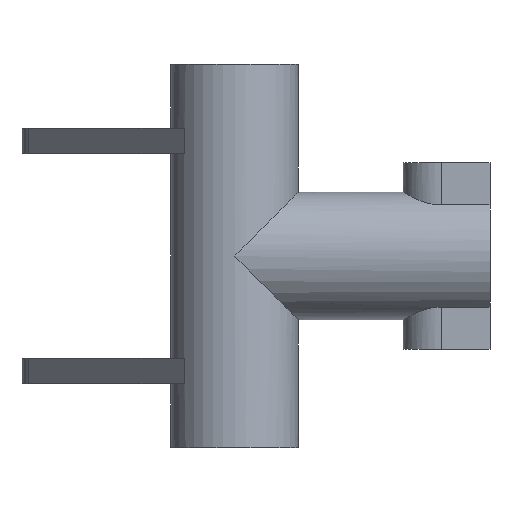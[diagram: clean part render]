
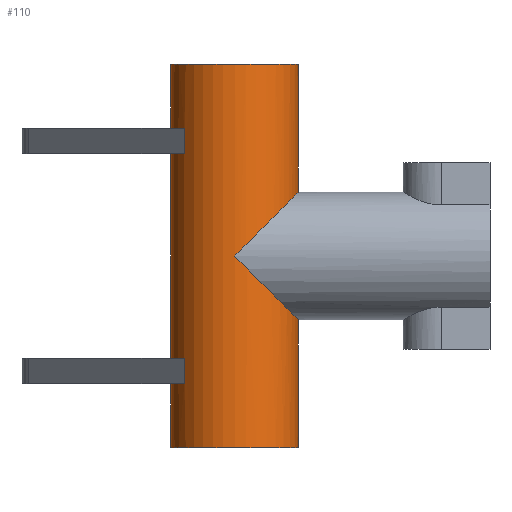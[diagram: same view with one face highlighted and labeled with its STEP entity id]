
A CAD part, front view. The second image highlights one B-rep face of the part: STEP entity #110.
In plain terms, the highlighted cylindrical face has radius 25 mm (diameter 50 mm), a partial arc.
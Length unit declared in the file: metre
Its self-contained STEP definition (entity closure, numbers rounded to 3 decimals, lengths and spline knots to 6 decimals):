
#110=ADVANCED_FACE('0:145',(#178),#179,.T.);
#178=FACE_OUTER_BOUND('',#298,.T.);
#179=CYLINDRICAL_SURFACE('',#299,0.025);
#298=EDGE_LOOP('',(#480,#481,#482,#483,#484,#485,#486,#487,#488,#489,#490,#491,#492,#493,#494));
#299=AXIS2_PLACEMENT_3D('',#495,#496,#497);
#480=ORIENTED_EDGE('',*,*,#928,.F.);
#481=ORIENTED_EDGE('',*,*,#929,.T.);
#482=ORIENTED_EDGE('',*,*,#930,.F.);
#483=ORIENTED_EDGE('',*,*,#908,.F.);
#484=ORIENTED_EDGE('',*,*,#907,.F.);
#485=ORIENTED_EDGE('',*,*,#931,.F.);
#486=ORIENTED_EDGE('',*,*,#932,.F.);
#487=ORIENTED_EDGE('',*,*,#933,.F.);
#488=ORIENTED_EDGE('',*,*,#934,.F.);
#489=ORIENTED_EDGE('',*,*,#935,.F.);
#490=ORIENTED_EDGE('',*,*,#936,.T.);
#491=ORIENTED_EDGE('',*,*,#937,.F.);
#492=ORIENTED_EDGE('',*,*,#938,.T.);
#493=ORIENTED_EDGE('',*,*,#939,.T.);
#494=ORIENTED_EDGE('',*,*,#940,.F.);
#495=CARTESIAN_POINT('',(0.0,0.0,0.075));
#496=DIRECTION('',(0.0,0.0,1.0));
#497=DIRECTION('',(-1.0,0.,0.0));
#907=EDGE_CURVE('0:406',#1095,#1097,#1098,.T.);
#908=EDGE_CURVE('0:400',#1097,#1099,#1100,.T.);
#928=EDGE_CURVE('',#1137,#1138,#1139,.T.);
#929=EDGE_CURVE('0:394',#1137,#1140,#1141,.T.);
#930=EDGE_CURVE('',#1099,#1140,#1142,.T.);
#931=EDGE_CURVE('',#1143,#1095,#1144,.T.);
#932=EDGE_CURVE('0:397',#1145,#1143,#1146,.T.);
#933=EDGE_CURVE('',#1147,#1145,#1148,.T.);
#934=EDGE_CURVE('0:409',#1149,#1147,#1150,.T.);
#935=EDGE_CURVE('0:418',#1151,#1149,#1152,.T.);
#936=EDGE_CURVE('0:415',#1151,#1153,#1154,.T.);
#937=EDGE_CURVE('',#1155,#1153,#1156,.T.);
#938=EDGE_CURVE('0:382',#1155,#1157,#1158,.T.);
#939=EDGE_CURVE('0:391',#1157,#1159,#1160,.T.);
#940=EDGE_CURVE('0:388',#1138,#1159,#1161,.T.);
#1095=VERTEX_POINT('',#1492);
#1097=VERTEX_POINT('',#1495);
#1098=ELLIPSE('',#1496,0.035355,0.025);
#1099=VERTEX_POINT('',#1497);
#1100=ELLIPSE('',#1498,0.035355,0.025);
#1137=VERTEX_POINT('',#1623);
#1138=VERTEX_POINT('',#1624);
#1139=LINE('',#1625,#1626);
#1140=VERTEX_POINT('',#1627);
#1141=CIRCLE('',#1628,0.025);
#1142=LINE('',#1629,#1630);
#1143=VERTEX_POINT('',#1631);
#1144=LINE('',#1632,#1633);
#1145=VERTEX_POINT('',#1634);
#1146=CIRCLE('',#1635,0.025);
#1147=VERTEX_POINT('',#1636);
#1148=LINE('',#1637,#1638);
#1149=VERTEX_POINT('',#1639);
#1150=CIRCLE('',#1640,0.025);
#1151=VERTEX_POINT('',#1641);
#1152=LINE('',#1642,#1643);
#1153=VERTEX_POINT('',#1644);
#1154=CIRCLE('',#1645,0.025);
#1155=VERTEX_POINT('',#1646);
#1156=LINE('',#1647,#1648);
#1157=VERTEX_POINT('',#1649);
#1158=CIRCLE('',#1650,0.025);
#1159=VERTEX_POINT('',#1651);
#1160=LINE('',#1652,#1653);
#1161=CIRCLE('',#1654,0.025);
#1492=CARTESIAN_POINT('',(0.025,0.,0.025));
#1495=CARTESIAN_POINT('',(0.0,-0.025,0.0));
#1496=AXIS2_PLACEMENT_3D('',#2299,#2300,#2301);
#1497=CARTESIAN_POINT('',(0.025,0.,-0.025));
#1498=AXIS2_PLACEMENT_3D('',#2302,#2303,#2304);
#1623=CARTESIAN_POINT('',(-0.025,0.,-0.075));
#1624=CARTESIAN_POINT('',(-0.025,0.,-0.05));
#1625=CARTESIAN_POINT('',(-0.025,0.,0.075));
#1626=VECTOR('',#2336,1.0);
#1627=CARTESIAN_POINT('',(0.025,0.0,-0.075));
#1628=AXIS2_PLACEMENT_3D('',#2337,#2338,#2339);
#1629=CARTESIAN_POINT('',(0.025,0.,0.075));
#1630=VECTOR('',#2340,1.0);
#1631=CARTESIAN_POINT('',(0.025,0.0,0.075));
#1632=CARTESIAN_POINT('',(0.025,0.,0.075));
#1633=VECTOR('',#2341,1.0);
#1634=CARTESIAN_POINT('',(-0.025,0.,0.075));
#1635=AXIS2_PLACEMENT_3D('',#2342,#2343,#2344);
#1636=CARTESIAN_POINT('',(-0.025,0.,0.05));
#1637=CARTESIAN_POINT('',(-0.025,0.,0.075));
#1638=VECTOR('',#2345,1.0);
#1639=CARTESIAN_POINT('',(-0.019749,-0.015329,0.05));
#1640=AXIS2_PLACEMENT_3D('',#2346,#2347,#2348);
#1641=CARTESIAN_POINT('',(-0.019749,-0.015329,0.04));
#1642=CARTESIAN_POINT('',(-0.019749,-0.015329,0.04));
#1643=VECTOR('',#2349,1.0);
#1644=CARTESIAN_POINT('',(-0.025,0.,0.04));
#1645=AXIS2_PLACEMENT_3D('',#2350,#2351,#2352);
#1646=CARTESIAN_POINT('',(-0.025,0.,-0.04));
#1647=CARTESIAN_POINT('',(-0.025,0.,0.075));
#1648=VECTOR('',#2353,1.0);
#1649=CARTESIAN_POINT('',(-0.019749,-0.015329,-0.04));
#1650=AXIS2_PLACEMENT_3D('',#2354,#2355,#2356);
#1651=CARTESIAN_POINT('',(-0.019749,-0.015329,-0.05));
#1652=CARTESIAN_POINT('',(-0.019749,-0.015329,-0.04));
#1653=VECTOR('',#2357,1.0);
#1654=AXIS2_PLACEMENT_3D('',#2358,#2359,#2360);
#2299=CARTESIAN_POINT('',(0.,0.0,0.));
#2300=DIRECTION('',(0.707,0.,-0.707));
#2301=DIRECTION('',(-0.707,0.,-0.707));
#2302=CARTESIAN_POINT('',(0.,0.0,0.));
#2303=DIRECTION('',(0.707,0.,0.707));
#2304=DIRECTION('',(0.707,0.,-0.707));
#2336=DIRECTION('',(0.0,0.0,1.0));
#2337=CARTESIAN_POINT('',(0.0,0.0,-0.075));
#2338=DIRECTION('',(0.0,0.0,1.0));
#2339=DIRECTION('',(1.0,0.,0.0));
#2340=DIRECTION('',(-0.0,0.0,-1.0));
#2341=DIRECTION('',(-0.0,0.0,-1.0));
#2342=CARTESIAN_POINT('',(0.0,0.0,0.075));
#2343=DIRECTION('',(0.0,0.0,1.0));
#2344=DIRECTION('',(1.0,0.,0.0));
#2345=DIRECTION('',(0.0,0.0,1.0));
#2346=CARTESIAN_POINT('',(0.0,0.0,0.05));
#2347=DIRECTION('',(-0.0,0.0,-1.0));
#2348=DIRECTION('',(-1.0,0.,0.0));
#2349=DIRECTION('',(0.0,0.0,1.0));
#2350=CARTESIAN_POINT('',(0.0,0.0,0.04));
#2351=DIRECTION('',(-0.0,0.0,-1.0));
#2352=DIRECTION('',(-1.0,0.,0.0));
#2353=DIRECTION('',(0.0,0.0,1.0));
#2354=CARTESIAN_POINT('',(0.0,0.0,-0.04));
#2355=DIRECTION('',(0.0,0.0,1.0));
#2356=DIRECTION('',(1.0,0.,0.0));
#2357=DIRECTION('',(0.0,0.0,-1.0));
#2358=CARTESIAN_POINT('',(0.0,0.0,-0.05));
#2359=DIRECTION('',(0.0,0.0,1.0));
#2360=DIRECTION('',(1.0,0.,0.0));
